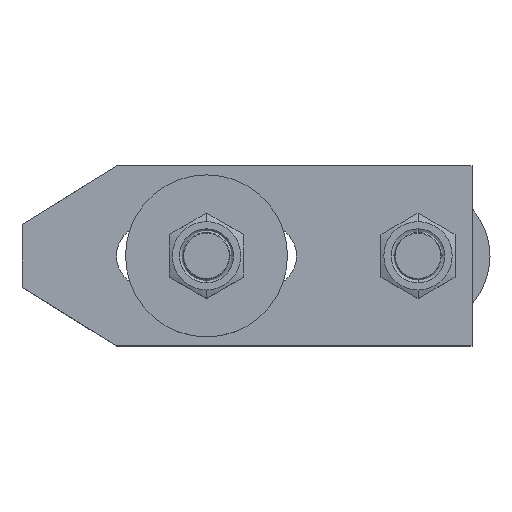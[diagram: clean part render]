
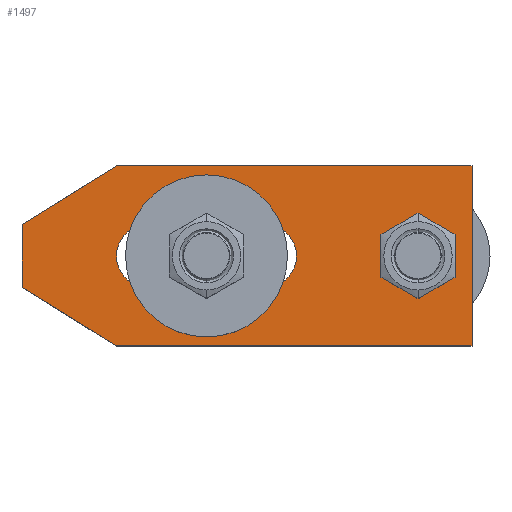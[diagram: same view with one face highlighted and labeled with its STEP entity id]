
A CAD part, top view. The second image highlights one B-rep face of the part: STEP entity #1497.
In plain terms, the highlighted planar face has unit normal (0, 0, 1).
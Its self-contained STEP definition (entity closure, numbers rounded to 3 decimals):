
#637=VERTEX_POINT('',#1750);
#673=VERTEX_POINT('',#1789);
#705=EDGE_CURVE('',#991,#1523,#1825,.T.);
#781=VERTEX_POINT('',#1908);
#833=VERTEX_POINT('',#1966);
#837=EDGE_CURVE('',#673,#991,#1970,.T.);
#927=VERTEX_POINT('',#2068);
#991=VERTEX_POINT('',#2143);
#1007=VERTEX_POINT('',#2160);
#1081=EDGE_CURVE('',#927,#637,#2241,.T.);
#1141=EDGE_CURVE('',#1151,#781,#2306,.T.);
#1151=VERTEX_POINT('',#2317);
#1269=EDGE_CURVE('',#637,#673,#2444,.T.);
#1355=EDGE_CURVE('',#1523,#1007,#2537,.T.);
#1461=EDGE_CURVE('',#1007,#927,#2657,.T.);
#1469=EDGE_CURVE('',#781,#1151,#2665,.T.);
#1497=ADVANCED_FACE('',(#2697,#2698,#2699),#2700,.T.);
#1523=VERTEX_POINT('',#2733);
#1551=EDGE_CURVE('',#1587,#1577,#2766,.T.);
#1577=VERTEX_POINT('',#2798);
#1579=EDGE_CURVE('',#1577,#1665,#2800,.T.);
#1585=EDGE_CURVE('',#833,#1587,#2806,.T.);
#1587=VERTEX_POINT('',#2808);
#1609=EDGE_CURVE('',#1665,#833,#2831,.T.);
#1665=VERTEX_POINT('',#2892);
#1750=CARTESIAN_POINT('',(100.0,-20.0,20.0));
#1789=CARTESIAN_POINT('',(21.0,-20.0,20.0));
#1825=LINE('',#3114,#3115);
#1908=CARTESIAN_POINT('',(94.0,0.,20.0));
#1966=CARTESIAN_POINT('',(28.0,7.0,20.0));
#1970=LINE('',#3332,#3333);
#2068=CARTESIAN_POINT('',(100.0,20.0,20.0));
#2143=CARTESIAN_POINT('',(0.0,-7.,20.0));
#2160=CARTESIAN_POINT('',(21.0,20.0,20.0));
#2241=LINE('',#3775,#3776);
#2306=CIRCLE('',#3875,6.0);
#2317=CARTESIAN_POINT('',(82.0,0.,20.0));
#2444=LINE('',#4090,#4091);
#2537=LINE('',#4242,#4243);
#2657=LINE('',#4417,#4418);
#2665=CIRCLE('',#4433,6.0);
#2697=FACE_BOUND('',#4480,.T.);
#2698=FACE_BOUND('',#4481,.T.);
#2699=FACE_OUTER_BOUND('',#4482,.T.);
#2700=PLANE('',#4483);
#2733=CARTESIAN_POINT('',(0.0,7.,20.0));
#2766=CIRCLE('',#4566,7.0);
#2798=CARTESIAN_POINT('',(54.0,-7.0,20.0));
#2800=LINE('',#4610,#4611);
#2806=LINE('',#4621,#4622);
#2808=CARTESIAN_POINT('',(54.0,7.0,20.0));
#2831=CIRCLE('',#4655,7.0);
#2892=CARTESIAN_POINT('',(28.0,-7.0,20.0));
#3114=CARTESIAN_POINT('',(0.0,7.,20.0));
#3115=VECTOR('',#4891,1.0);
#3332=CARTESIAN_POINT('',(0.0,-7.,20.0));
#3333=VECTOR('',#5036,1.0);
#3775=CARTESIAN_POINT('',(100.0,-20.0,20.0));
#3776=VECTOR('',#5325,1.0);
#3875=AXIS2_PLACEMENT_3D('',#5400,#5401,#5402);
#4090=CARTESIAN_POINT('',(21.0,-20.0,20.0));
#4091=VECTOR('',#5537,1.0);
#4242=CARTESIAN_POINT('',(21.0,20.0,20.0));
#4243=VECTOR('',#5602,1.0);
#4417=CARTESIAN_POINT('',(100.0,20.0,20.0));
#4418=VECTOR('',#5757,1.0);
#4433=AXIS2_PLACEMENT_3D('',#5761,#5762,#5763);
#4480=EDGE_LOOP('',(#5800,#5801));
#4481=EDGE_LOOP('',(#5802,#5803,#5804,#5805));
#4482=EDGE_LOOP('',(#5806,#5807,#5808,#5809,#5810,#5811));
#4483=AXIS2_PLACEMENT_3D('',#5812,#5813,#5814);
#4566=AXIS2_PLACEMENT_3D('',#5923,#5924,#5925);
#4610=CARTESIAN_POINT('',(53.928,-7.0,20.0));
#4611=VECTOR('',#5975,1.0);
#4621=CARTESIAN_POINT('',(40.928,7.0,20.0));
#4622=VECTOR('',#5980,1.0);
#4655=AXIS2_PLACEMENT_3D('',#5995,#5996,#5997);
#4891=DIRECTION('',(0.0,1.0,0.0));
#5036=DIRECTION('',(-0.85,0.526,0.0));
#5325=DIRECTION('',(0.0,-1.0,0.0));
#5400=CARTESIAN_POINT('',(88.0,0.0,20.0));
#5401=DIRECTION('',(0.0,0.0,-1.0));
#5402=DIRECTION('',(-1.0,0.,0.0));
#5537=DIRECTION('',(-1.0,0.0,0.0));
#5602=DIRECTION('',(0.85,0.526,0.0));
#5757=DIRECTION('',(1.0,0.0,0.0));
#5761=CARTESIAN_POINT('',(88.0,0.0,20.0));
#5762=DIRECTION('',(0.0,0.0,-1.0));
#5763=DIRECTION('',(-1.0,0.,0.0));
#5800=ORIENTED_EDGE('',*,*,#1141,.T.);
#5801=ORIENTED_EDGE('',*,*,#1469,.T.);
#5802=ORIENTED_EDGE('',*,*,#1609,.T.);
#5803=ORIENTED_EDGE('',*,*,#1585,.T.);
#5804=ORIENTED_EDGE('',*,*,#1551,.T.);
#5805=ORIENTED_EDGE('',*,*,#1579,.T.);
#5806=ORIENTED_EDGE('',*,*,#1269,.F.);
#5807=ORIENTED_EDGE('',*,*,#1081,.F.);
#5808=ORIENTED_EDGE('',*,*,#1461,.F.);
#5809=ORIENTED_EDGE('',*,*,#1355,.F.);
#5810=ORIENTED_EDGE('',*,*,#705,.F.);
#5811=ORIENTED_EDGE('',*,*,#837,.F.);
#5812=CARTESIAN_POINT('',(53.856,0.,20.0));
#5813=DIRECTION('',(0.0,0.0,1.0));
#5814=DIRECTION('',(1.0,0.0,0.0));
#5923=CARTESIAN_POINT('',(54.0,0.0,20.0));
#5924=DIRECTION('',(0.0,0.0,-1.0));
#5925=DIRECTION('',(0.0,1.0,0.0));
#5975=DIRECTION('',(-1.0,0.0,0.0));
#5980=DIRECTION('',(1.0,0.0,0.0));
#5995=CARTESIAN_POINT('',(28.0,0.0,20.0));
#5996=DIRECTION('',(0.0,0.0,-1.0));
#5997=DIRECTION('',(0.0,-1.0,0.0));
